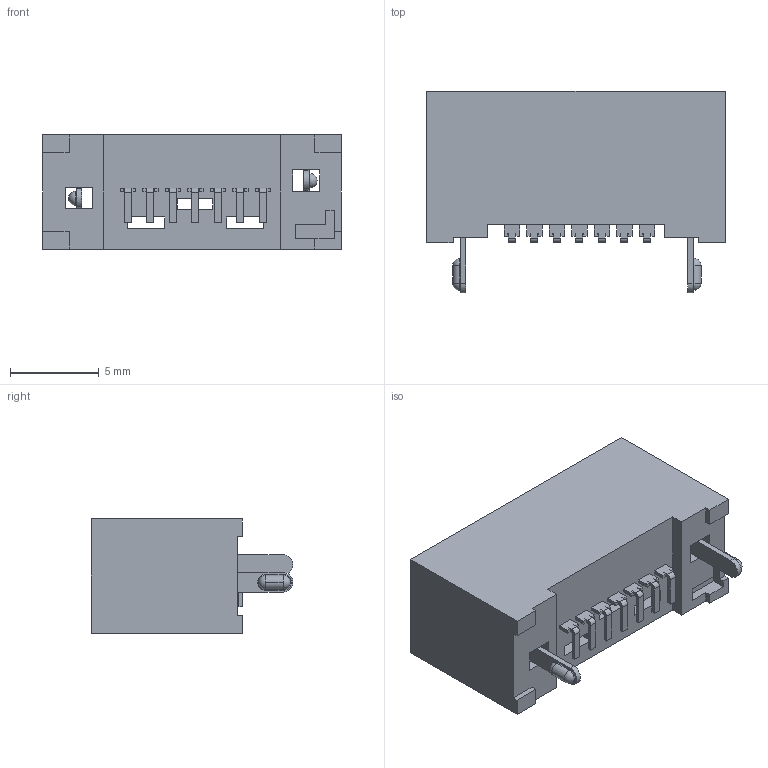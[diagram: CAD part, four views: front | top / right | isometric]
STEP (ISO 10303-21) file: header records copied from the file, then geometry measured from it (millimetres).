
FILE_DESCRIPTION (( 'STEP AP214' ), '1' );
FILE_NAME ('SAT3M3232042TR.STEP', '2023-02-17T18:53:24', ( '' ), ( '' ), 'SwSTEP 2.0', 'SolidWorks 2021', '' );
FILE_SCHEMA (( 'AUTOMOTIVE_DESIGN' ));
Length unit declared in the file: millimetre
Products named in the file (1): SAT3M3232042TR
Bounding box: 16.88 x 11.4 x 6.45 mm (x, y, z)
Volume: 571.1 mm3; surface area: 1246.6 mm2
Topology: 17 solids, 17 shells, 466 faces, 1214 edges, 777 vertices
Faces by surface type: plane 414, cylinder 42, torus 4, sphere 4, cone 2
Entity records: 14078 total; most frequent: CARTESIAN_POINT 2446, ORIENTED_EDGE 2412, DIRECTION 2234, EDGE_CURVE 1206, VECTOR 1112, LINE 1112, VERTEX_POINT 773, AXIS2_PLACEMENT_3D 561
